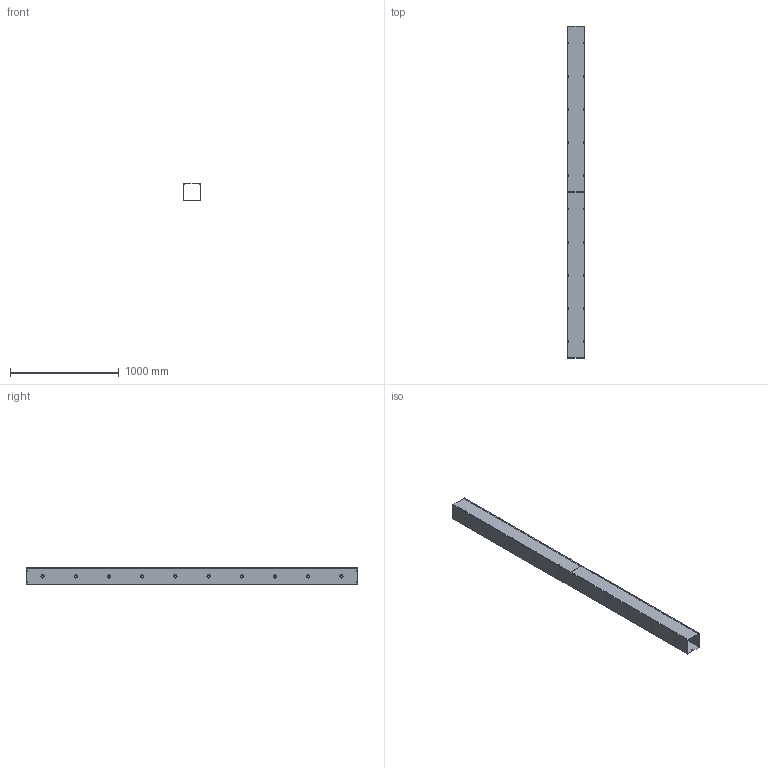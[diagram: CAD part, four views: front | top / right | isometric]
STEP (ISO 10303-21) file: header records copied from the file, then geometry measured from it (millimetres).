
FILE_DESCRIPTION (( 'STEP AP203' ), '1' );
FILE_NAME ('CWSC6120.step', '2024-04-25T14:14:55', ( '' ), ( '' ), 'SwSTEP 2.0', 'SolidWorks 2023', '' );
FILE_SCHEMA (( 'CONFIG_CONTROL_DESIGN' ));
Products named in the file (1): CWSC6120
Bounding box: 158.95 x 3048 x 159.74 mm (x, y, z)
Volume: 2821328.9 mm3; surface area: 3894178 mm2
Topology: 23 solids, 23 shells, 1522 faces, 4188 edges, 2752 vertices
Faces by surface type: cylinder 728, plane 674, bspline 80, cone 40
Entity records: 52743 total; most frequent: CARTESIAN_POINT 12983, DIRECTION 8490, ORIENTED_EDGE 8376, EDGE_CURVE 4188, AXIS2_PLACEMENT_3D 3059, VERTEX_POINT 2752, LINE 2372, VECTOR 2372
